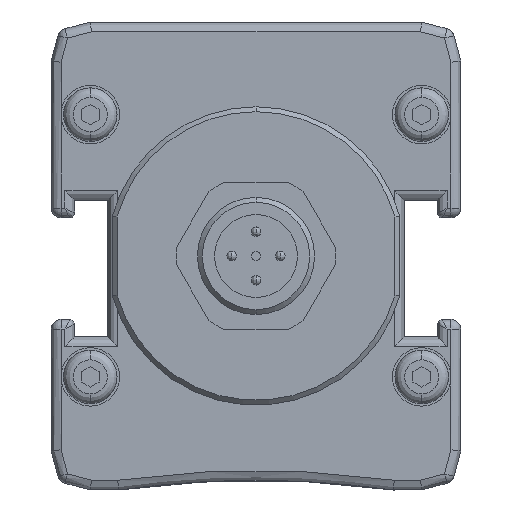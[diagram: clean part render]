
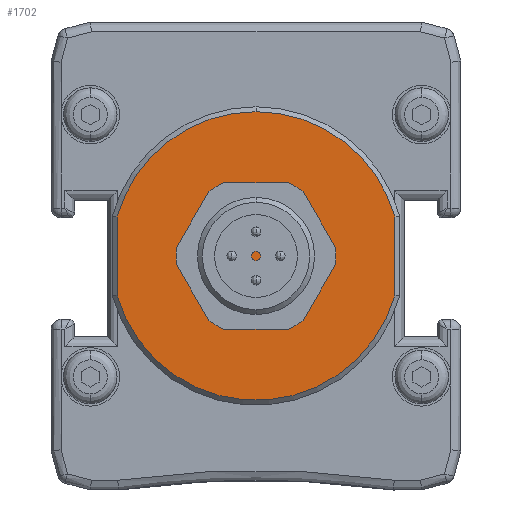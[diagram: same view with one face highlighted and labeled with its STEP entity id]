
A CAD part, front view. The second image highlights one B-rep face of the part: STEP entity #1702.
In plain terms, the highlighted planar face has unit normal (0, -1, 0).
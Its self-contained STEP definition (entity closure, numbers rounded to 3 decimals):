
#244 = CIRCLE ( 'NONE', #12378, 14.8 ) ;
#307 = DIRECTION ( 'NONE',  ( 0., 0., -1. ) ) ;
#479 = ORIENTED_EDGE ( 'NONE', *, *, #1202, .T. ) ;
#745 = DIRECTION ( 'NONE',  ( 0., -1., 0. ) ) ;
#829 = VECTOR ( 'NONE', #6593, 1000. ) ;
#1180 = DIRECTION ( 'NONE',  ( 0., 0., 1. ) ) ;
#1202 = EDGE_CURVE ( 'NONE', #7591, #1607, #244, .T. ) ;
#1385 = DIRECTION ( 'NONE',  ( 0., -1., 0. ) ) ;
#1439 = CARTESIAN_POINT ( 'NONE',  ( -14.25, -507., 0. ) ) ;
#1607 = VERTEX_POINT ( 'NONE', #8371 ) ;
#1690 = AXIS2_PLACEMENT_3D ( 'NONE', #6892, #745, #7922 ) ;
#1702 = ADVANCED_FACE ( 'NONE', ( #7446 ), #12685, .T. ) ;
#1943 = AXIS2_PLACEMENT_3D ( 'NONE', #4453, #1385, #8540 ) ;
#2403 = CARTESIAN_POINT ( 'NONE',  ( 14.25, -507., 3.997 ) ) ;
#2841 = ORIENTED_EDGE ( 'NONE', *, *, #9749, .T. ) ;
#3118 = DIRECTION ( 'NONE',  ( 0., -1., 0. ) ) ;
#3365 = EDGE_CURVE ( 'NONE', #11779, #7591, #9018, .T. ) ;
#3970 = CARTESIAN_POINT ( 'NONE',  ( -14.25, -507., 3.997 ) ) ;
#4149 = ORIENTED_EDGE ( 'NONE', *, *, #12354, .T. ) ;
#4453 = CARTESIAN_POINT ( 'NONE',  ( 0., -507., 0. ) ) ;
#4960 = LINE ( 'NONE', #8336, #7353 ) ;
#5252 = ORIENTED_EDGE ( 'NONE', *, *, #3365, .T. ) ;
#5500 = CARTESIAN_POINT ( 'NONE',  ( 0., -507., 0. ) ) ;
#6476 = VERTEX_POINT ( 'NONE', #7491 ) ;
#6593 = DIRECTION ( 'NONE',  ( 0., 0., -1. ) ) ;
#6597 = EDGE_LOOP ( 'NONE', ( #5252, #479, #12817, #2841, #4149 ) ) ;
#6892 = CARTESIAN_POINT ( 'NONE',  ( 0., -507., 0. ) ) ;
#7353 = VECTOR ( 'NONE', #1180, 1000. ) ;
#7446 = FACE_OUTER_BOUND ( 'NONE', #6597, .T. ) ;
#7491 = CARTESIAN_POINT ( 'NONE',  ( 0., -507., 14.8 ) ) ;
#7591 = VERTEX_POINT ( 'NONE', #10368 ) ;
#7922 = DIRECTION ( 'NONE',  ( 0., 0., -1. ) ) ;
#8336 = CARTESIAN_POINT ( 'NONE',  ( 14.25, -507., 4.065 ) ) ;
#8371 = CARTESIAN_POINT ( 'NONE',  ( 14.25, -507., -3.997 ) ) ;
#8540 = DIRECTION ( 'NONE',  ( 0., 0., -1. ) ) ;
#9018 = LINE ( 'NONE', #1439, #829 ) ;
#9128 = AXIS2_PLACEMENT_3D ( 'NONE', #9240, #3118, #10299 ) ;
#9240 = CARTESIAN_POINT ( 'NONE',  ( 0., -507., 0. ) ) ;
#9749 = EDGE_CURVE ( 'NONE', #12059, #6476, #12918, .T. ) ;
#10299 = DIRECTION ( 'NONE',  ( 0., 0., -1. ) ) ;
#10368 = CARTESIAN_POINT ( 'NONE',  ( -14.25, -507., -3.997 ) ) ;
#11548 = CIRCLE ( 'NONE', #9128, 14.8 ) ;
#11779 = VERTEX_POINT ( 'NONE', #3970 ) ;
#11911 = EDGE_CURVE ( 'NONE', #1607, #12059, #4960, .T. ) ;
#12059 = VERTEX_POINT ( 'NONE', #2403 ) ;
#12354 = EDGE_CURVE ( 'NONE', #6476, #11779, #11548, .T. ) ;
#12378 = AXIS2_PLACEMENT_3D ( 'NONE', #5500, #12709, #307 ) ;
#12685 = PLANE ( 'NONE',  #1943 ) ;
#12709 = DIRECTION ( 'NONE',  ( 0., -1., 0. ) ) ;
#12817 = ORIENTED_EDGE ( 'NONE', *, *, #11911, .T. ) ;
#12918 = CIRCLE ( 'NONE', #1690, 14.8 ) ;
